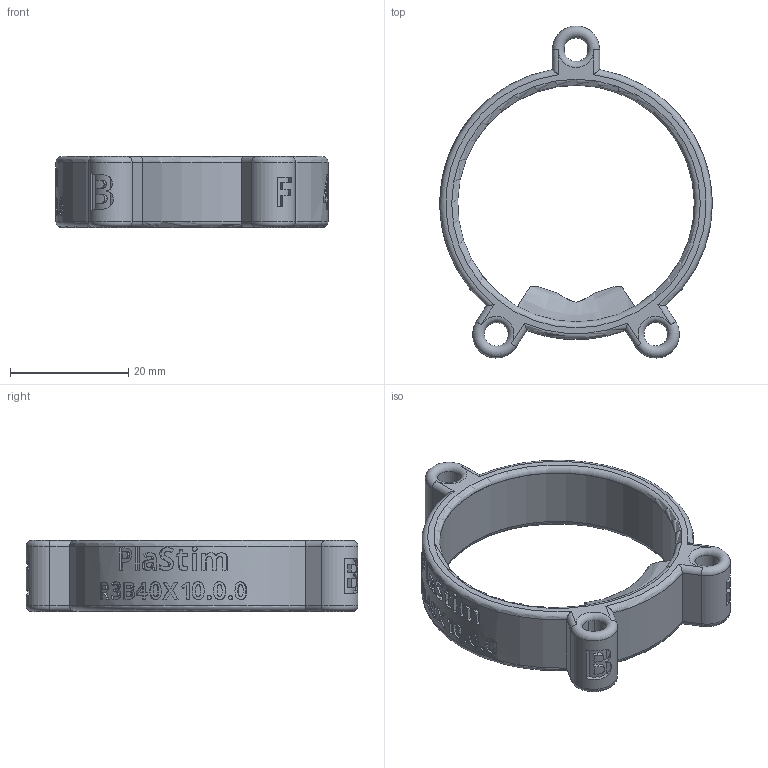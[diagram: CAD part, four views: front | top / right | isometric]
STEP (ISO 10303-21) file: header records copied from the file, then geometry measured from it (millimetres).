
FILE_DESCRIPTION(/* description */ ('STEP AP242 Edition 2','CAx-IF Rec.Pracs.---Representation and Presentation of Product Manufacturing Information (PMI)---4.0---2014-10-13','CAx-IF Rec.Pracs.---3D Tessellated Geometry---0.4---2014-09-14','2;1','CAx-IF Rec.Pracs.---User Defined Attributes---1.5---2016-08-15'),/* implementation_level */ '2;1');
FILE_NAME(/* name */ '69665ac8d08366a754863f9c',/* time_stamp */ '2026-01-13T14:46:33Z',/* author */ (''),/* organization */ (''),/* preprocessor_version */ 'ST-DEVELOPER v20',/* originating_system */ 'ONSHAPE BY PTC INC, 1.209',/* authorisation */ ' ');
FILE_SCHEMA (('AP242_MANAGED_MODEL_BASED_3D_ENGINEERING_MIM_LF { 1 0 10303 442 3 1 4 }'));
Length unit declared in the file: metre
Products named in the file (3): Frenulum; Conductor; Insulator
Bounding box: 46 x 56.08 x 12 mm (x, y, z)
Volume: 6478.1 mm3; surface area: 10318.6 mm2
Topology: 3 solids, 3 shells, 596 faces, 1621 edges, 1065 vertices
Faces by surface type: bspline 239, plane 225, cylinder 118, torus 14
Full cylindrical faces by diameter (mm): 4 x2
Entity records: 20328 total; most frequent: CARTESIAN_POINT 6766, ORIENTED_EDGE 3210, DIRECTION 2093, EDGE_CURVE 1605, VERTEX_POINT 1059, LINE 709, VECTOR 709, AXIS2_PLACEMENT_3D 692
